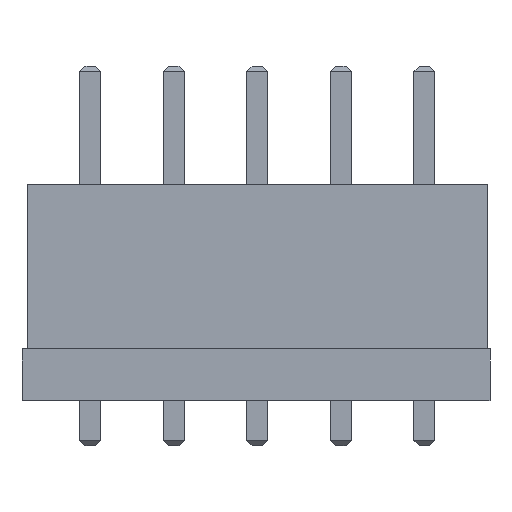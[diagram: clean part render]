
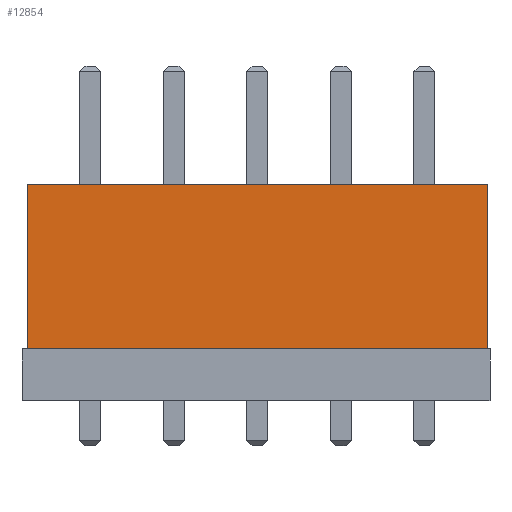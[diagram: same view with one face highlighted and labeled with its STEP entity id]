
A CAD part, front view. The second image highlights one B-rep face of the part: STEP entity #12854.
In plain terms, the highlighted planar face has unit normal (0, -1, 0).
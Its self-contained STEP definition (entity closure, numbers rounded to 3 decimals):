
#81 = VERTEX_POINT ( 'NONE', #7687 ) ;
#288 = VECTOR ( 'NONE', #10762, 1000. ) ;
#438 = EDGE_CURVE ( 'NONE', #81, #11689, #4583, .T. ) ;
#1228 = EDGE_CURVE ( 'NONE', #6611, #1286, #10964, .T. ) ;
#1286 = VERTEX_POINT ( 'NONE', #6600 ) ;
#1945 = VECTOR ( 'NONE', #7824, 1000. ) ;
#2356 = CARTESIAN_POINT ( 'NONE',  ( -7., 0., 2.5 ) ) ;
#2502 = LINE ( 'NONE', #7742, #288 ) ;
#3082 = PLANE ( 'NONE',  #4176 ) ;
#3613 = DIRECTION ( 'NONE',  ( -1., 0., 0. ) ) ;
#4176 = AXIS2_PLACEMENT_3D ( 'NONE', #10331, #8223, #9234 ) ;
#4583 = LINE ( 'NONE', #10922, #1945 ) ;
#4600 = DIRECTION ( 'NONE',  ( 0., 0., -1. ) ) ;
#4884 = VECTOR ( 'NONE', #3613, 1000. ) ;
#5501 = EDGE_LOOP ( 'NONE', ( #7188, #10195, #7191, #12265 ) ) ;
#5641 = CARTESIAN_POINT ( 'NONE',  ( -7., 0., -2.5 ) ) ;
#6183 = LINE ( 'NONE', #5641, #4884 ) ;
#6242 = VECTOR ( 'NONE', #4600, 1000. ) ;
#6600 = CARTESIAN_POINT ( 'NONE',  ( 7., 0., -2.5 ) ) ;
#6611 = VERTEX_POINT ( 'NONE', #10484 ) ;
#7188 = ORIENTED_EDGE ( 'NONE', *, *, #1228, .F. ) ;
#7191 = ORIENTED_EDGE ( 'NONE', *, *, #438, .F. ) ;
#7687 = CARTESIAN_POINT ( 'NONE',  ( -7., 0., -2.5 ) ) ;
#7742 = CARTESIAN_POINT ( 'NONE',  ( -7., 0., 2.5 ) ) ;
#7824 = DIRECTION ( 'NONE',  ( 0., 0., 1. ) ) ;
#8223 = DIRECTION ( 'NONE',  ( 0., 1., 0. ) ) ;
#8396 = EDGE_CURVE ( 'NONE', #11689, #6611, #2502, .T. ) ;
#8822 = EDGE_CURVE ( 'NONE', #1286, #81, #6183, .T. ) ;
#9234 = DIRECTION ( 'NONE',  ( 0., 0., 1. ) ) ;
#9906 = FACE_OUTER_BOUND ( 'NONE', #5501, .T. ) ;
#10195 = ORIENTED_EDGE ( 'NONE', *, *, #8396, .F. ) ;
#10331 = CARTESIAN_POINT ( 'NONE',  ( 0., 0., 0. ) ) ;
#10484 = CARTESIAN_POINT ( 'NONE',  ( 7., 0., 2.5 ) ) ;
#10663 = CARTESIAN_POINT ( 'NONE',  ( 7., 0., -2.5 ) ) ;
#10762 = DIRECTION ( 'NONE',  ( 1., 0., 0. ) ) ;
#10922 = CARTESIAN_POINT ( 'NONE',  ( -7., 0., -2.5 ) ) ;
#10964 = LINE ( 'NONE', #10663, #6242 ) ;
#11689 = VERTEX_POINT ( 'NONE', #2356 ) ;
#12265 = ORIENTED_EDGE ( 'NONE', *, *, #8822, .F. ) ;
#12854 = ADVANCED_FACE ( 'NONE', ( #9906 ), #3082, .F. ) ;
